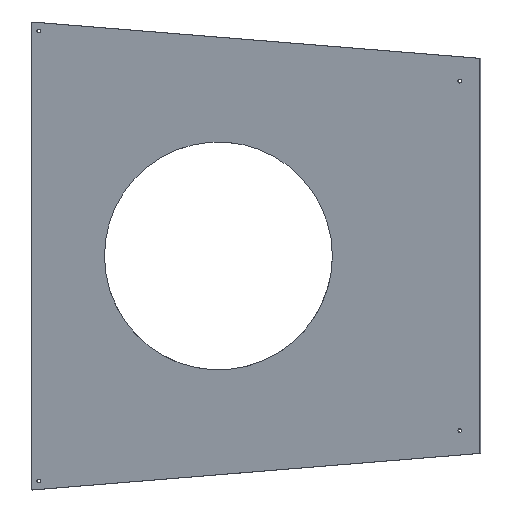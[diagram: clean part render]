
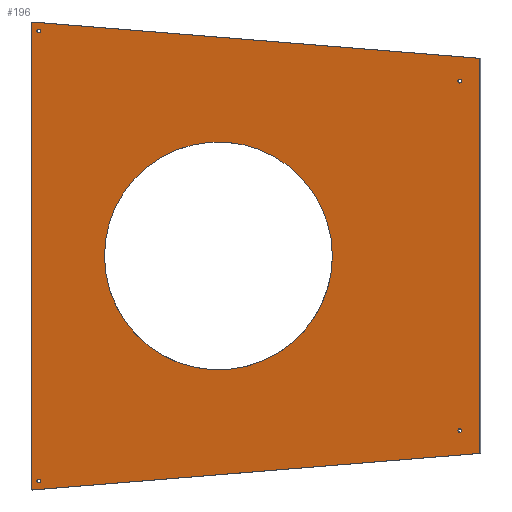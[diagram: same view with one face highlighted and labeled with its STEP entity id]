
A CAD part, top view. The second image highlights one B-rep face of the part: STEP entity #196.
In plain terms, the highlighted planar face has unit normal (-0.177, 0, 0.984).
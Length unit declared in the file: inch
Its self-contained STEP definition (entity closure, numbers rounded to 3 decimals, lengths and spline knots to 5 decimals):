
#20=CIRCLE('',#217,0.125);
#21=CIRCLE('',#218,0.125);
#22=CIRCLE('',#219,0.125);
#23=CIRCLE('',#220,0.125);
#28=FACE_BOUND('',#57,.T.);
#29=FACE_BOUND('',#58,.T.);
#30=FACE_BOUND('',#59,.T.);
#31=FACE_BOUND('',#60,.T.);
#32=FACE_BOUND('',#61,.T.);
#43=ELLIPSE('',#216,7.62056,7.5);
#45=FACE_OUTER_BOUND('',#56,.T.);
#56=EDGE_LOOP('',(#146,#147,#148,#149));
#57=EDGE_LOOP('',(#150));
#58=EDGE_LOOP('',(#151));
#59=EDGE_LOOP('',(#152));
#60=EDGE_LOOP('',(#153));
#61=EDGE_LOOP('',(#154));
#82=LINE('',#296,#94);
#83=LINE('',#298,#95);
#84=LINE('',#300,#96);
#85=LINE('',#301,#97);
#94=VECTOR('',#240,30.09585);
#95=VECTOR('',#241,30.8);
#96=VECTOR('',#242,30.09585);
#97=VECTOR('',#243,26.);
#106=VERTEX_POINT('',#294);
#107=VERTEX_POINT('',#295);
#108=VERTEX_POINT('',#297);
#109=VERTEX_POINT('',#299);
#110=VERTEX_POINT('',#302);
#111=VERTEX_POINT('',#304);
#112=VERTEX_POINT('',#306);
#113=VERTEX_POINT('',#308);
#114=VERTEX_POINT('',#310);
#124=EDGE_CURVE('',#106,#107,#82,.T.);
#125=EDGE_CURVE('',#106,#108,#83,.T.);
#126=EDGE_CURVE('',#109,#108,#84,.T.);
#127=EDGE_CURVE('',#107,#109,#85,.T.);
#128=EDGE_CURVE('',#110,#110,#43,.T.);
#129=EDGE_CURVE('',#111,#111,#20,.T.);
#130=EDGE_CURVE('',#112,#112,#21,.T.);
#131=EDGE_CURVE('',#113,#113,#22,.T.);
#132=EDGE_CURVE('',#114,#114,#23,.T.);
#146=ORIENTED_EDGE('',*,*,#124,.F.);
#147=ORIENTED_EDGE('',*,*,#125,.T.);
#148=ORIENTED_EDGE('',*,*,#126,.F.);
#149=ORIENTED_EDGE('',*,*,#127,.F.);
#150=ORIENTED_EDGE('',*,*,#128,.F.);
#151=ORIENTED_EDGE('',*,*,#129,.F.);
#152=ORIENTED_EDGE('',*,*,#130,.F.);
#153=ORIENTED_EDGE('',*,*,#131,.F.);
#154=ORIENTED_EDGE('',*,*,#132,.F.);
#190=PLANE('',#215);
#196=ADVANCED_FACE('',(#45,#28,#29,#30,#31,#32),#190,.T.);
#215=AXIS2_PLACEMENT_3D('',#293,#238,#239);
#216=AXIS2_PLACEMENT_3D('',#303,#244,#245);
#217=AXIS2_PLACEMENT_3D('',#305,#246,#247);
#218=AXIS2_PLACEMENT_3D('',#307,#248,#249);
#219=AXIS2_PLACEMENT_3D('',#309,#250,#251);
#220=AXIS2_PLACEMENT_3D('',#311,#252,#253);
#238=DIRECTION('center_axis',(-0.177,0.,0.984));
#239=DIRECTION('ref_axis',(0.984,0.,0.177));
#240=DIRECTION('',(0.981,-0.08,0.177));
#241=DIRECTION('',(0.,-1.,0.));
#242=DIRECTION('',(-0.981,-0.08,-0.177));
#243=DIRECTION('',(0.,-1.,0.));
#244=DIRECTION('center_axis',(-0.177,0.,0.984));
#245=DIRECTION('ref_axis',(0.984,0.,0.177));
#246=DIRECTION('center_axis',(-0.177,0.,0.984));
#247=DIRECTION('ref_axis',(-0.984,0.,-0.177));
#248=DIRECTION('center_axis',(-0.177,0.,0.984));
#249=DIRECTION('ref_axis',(-0.984,0.,-0.177));
#250=DIRECTION('center_axis',(-0.177,0.,0.984));
#251=DIRECTION('ref_axis',(-0.984,0.,-0.177));
#252=DIRECTION('center_axis',(-0.177,0.,0.984));
#253=DIRECTION('ref_axis',(-0.984,0.,-0.177));
#293=CARTESIAN_POINT('Origin',(-1.43954,0.,69.81939));
#294=CARTESIAN_POINT('',(-16.20224,15.4,67.1618));
#295=CARTESIAN_POINT('',(13.32316,13.,72.47697));
#296=CARTESIAN_POINT('',(-16.20224,15.4,67.1618));
#297=CARTESIAN_POINT('',(-16.20224,-15.4,67.1618));
#298=CARTESIAN_POINT('',(-16.20224,15.4,67.1618));
#299=CARTESIAN_POINT('',(13.32316,-13.,72.47697));
#300=CARTESIAN_POINT('',(13.32316,-13.,72.47697));
#301=CARTESIAN_POINT('',(13.32316,13.,72.47697));
#302=CARTESIAN_POINT('',(3.60846,0.,70.72813));
#303=CARTESIAN_POINT('Origin',(-3.89154,0.,69.37798));
#304=CARTESIAN_POINT('',(-15.58713,14.81302,67.27254));
#305=CARTESIAN_POINT('Origin',(-15.71015,14.81302,67.25039));
#306=CARTESIAN_POINT('',(-15.58713,-14.81302,67.27254));
#307=CARTESIAN_POINT('Origin',(-15.71015,-14.81302,67.25039));
#308=CARTESIAN_POINT('',(12.11754,-11.501,72.25994));
#309=CARTESIAN_POINT('Origin',(11.99451,-11.501,72.23779));
#310=CARTESIAN_POINT('',(12.11754,11.501,72.25994));
#311=CARTESIAN_POINT('Origin',(11.99451,11.501,72.23779));
